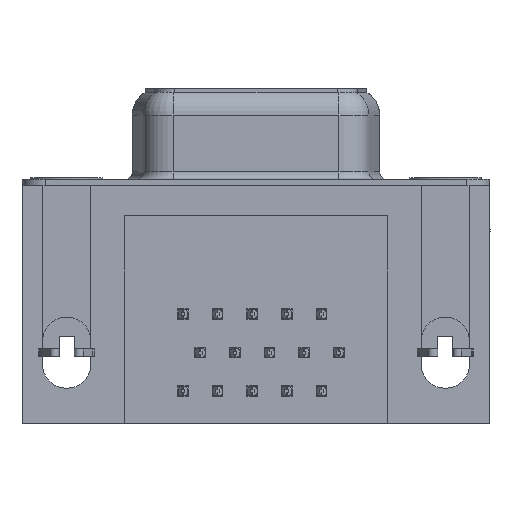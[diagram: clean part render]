
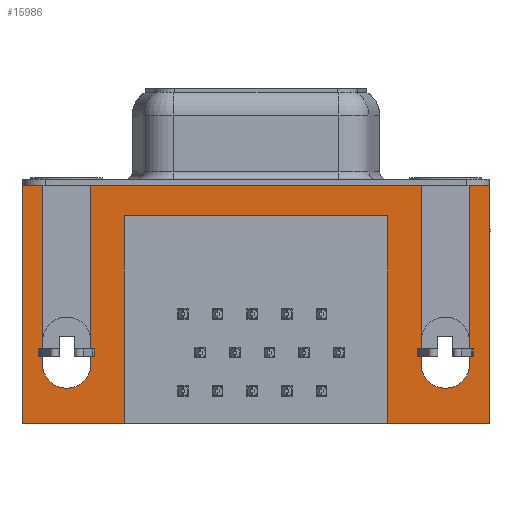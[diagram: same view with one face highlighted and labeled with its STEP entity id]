
A CAD part, front view. The second image highlights one B-rep face of the part: STEP entity #15986.
In plain terms, the highlighted planar face has unit normal (0, -1, 0).
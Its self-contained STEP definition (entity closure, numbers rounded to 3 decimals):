
#188 = EDGE_CURVE ( 'NONE', #14727, #19916, #192, .T. ) ;
#192 = LINE ( 'NONE', #11536, #29714 ) ;
#513 = VERTEX_POINT ( 'NONE', #32344 ) ;
#694 = DIRECTION ( 'NONE',  ( -1., 0., 0. ) ) ;
#854 = CARTESIAN_POINT ( 'NONE',  ( 0., -6.275, -11.78 ) ) ;
#907 = ORIENTED_EDGE ( 'NONE', *, *, #188, .F. ) ;
#1161 = CARTESIAN_POINT ( 'NONE',  ( 1.6, -6.275, 0. ) ) ;
#1543 = EDGE_CURVE ( 'NONE', #28661, #17060, #27562, .T. ) ;
#1790 = CARTESIAN_POINT ( 'NONE',  ( 3.79, -6.275, -2. ) ) ;
#1881 = LINE ( 'NONE', #13601, #15902 ) ;
#3232 = DIRECTION ( 'NONE',  ( 1., 0., 0. ) ) ;
#3647 = DIRECTION ( 'NONE',  ( 1., 0., 0. ) ) ;
#3822 = CARTESIAN_POINT ( 'NONE',  ( 26.59, -6.275, 0. ) ) ;
#4347 = LINE ( 'NONE', #20338, #5230 ) ;
#4635 = FACE_OUTER_BOUND ( 'NONE', #31413, .T. ) ;
#4730 = CARTESIAN_POINT ( 'NONE',  ( 26.59, -6.275, 0. ) ) ;
#4735 = CARTESIAN_POINT ( 'NONE',  ( -2.91, -6.275, 0. ) ) ;
#5230 = VECTOR ( 'NONE', #694, 1000. ) ;
#5340 = VERTEX_POINT ( 'NONE', #13627 ) ;
#5365 = LINE ( 'NONE', #1790, #13712 ) ;
#5375 = ORIENTED_EDGE ( 'NONE', *, *, #33071, .F. ) ;
#5532 = CARTESIAN_POINT ( 'NONE',  ( -2.91, -6.275, 0. ) ) ;
#6091 = ORIENTED_EDGE ( 'NONE', *, *, #18603, .F. ) ;
#6224 = VECTOR ( 'NONE', #3232, 1000. ) ;
#6826 = VECTOR ( 'NONE', #28055, 1000. ) ;
#6903 = AXIS2_PLACEMENT_3D ( 'NONE', #11115, #25072, #16747 ) ;
#6972 = VERTEX_POINT ( 'NONE', #12712 ) ;
#7848 = VECTOR ( 'NONE', #27021, 1000. ) ;
#8336 = CARTESIAN_POINT ( 'NONE',  ( 23.39, -6.275, 0. ) ) ;
#8397 = ORIENTED_EDGE ( 'NONE', *, *, #28485, .F. ) ;
#8444 = ORIENTED_EDGE ( 'NONE', *, *, #10213, .F. ) ;
#8676 = VERTEX_POINT ( 'NONE', #4730 ) ;
#8893 = CARTESIAN_POINT ( 'NONE',  ( 27.9, -6.275, -15.7 ) ) ;
#9495 = DIRECTION ( 'NONE',  ( 0., 0., 1. ) ) ;
#9918 = ORIENTED_EDGE ( 'NONE', *, *, #32282, .F. ) ;
#9988 = DIRECTION ( 'NONE',  ( 0., -1., 0. ) ) ;
#10213 = EDGE_CURVE ( 'NONE', #5340, #14727, #5365, .T. ) ;
#10843 = EDGE_CURVE ( 'NONE', #17060, #32568, #34536, .T. ) ;
#10927 = CARTESIAN_POINT ( 'NONE',  ( 21.2, -6.275, -2. ) ) ;
#10946 = CARTESIAN_POINT ( 'NONE',  ( 21.2, -6.275, -15.7 ) ) ;
#11044 = LINE ( 'NONE', #12586, #25059 ) ;
#11115 = CARTESIAN_POINT ( 'NONE',  ( -2.91, -6.275, -2.5 ) ) ;
#11536 = CARTESIAN_POINT ( 'NONE',  ( 3.79, -6.275, -2. ) ) ;
#12185 = CARTESIAN_POINT ( 'NONE',  ( 26.59, -6.275, -11.78 ) ) ;
#12486 = EDGE_CURVE ( 'NONE', #8676, #14740, #30753, .T. ) ;
#12586 = CARTESIAN_POINT ( 'NONE',  ( 27.9, -6.275, -2.5 ) ) ;
#12624 = VECTOR ( 'NONE', #30235, 1000. ) ;
#12712 = CARTESIAN_POINT ( 'NONE',  ( -1.6, -6.275, -11.78 ) ) ;
#12743 = ORIENTED_EDGE ( 'NONE', *, *, #23019, .F. ) ;
#13178 = CARTESIAN_POINT ( 'NONE',  ( 3.79, -6.275, -15.7 ) ) ;
#13466 = ORIENTED_EDGE ( 'NONE', *, *, #24822, .F. ) ;
#13601 = CARTESIAN_POINT ( 'NONE',  ( -1.6, -6.275, 0. ) ) ;
#13627 = CARTESIAN_POINT ( 'NONE',  ( 21.2, -6.275, -2. ) ) ;
#13712 = VECTOR ( 'NONE', #21382, 1000. ) ;
#13768 = CARTESIAN_POINT ( 'NONE',  ( 27.9, -6.275, -15.7 ) ) ;
#13963 = PLANE ( 'NONE',  #6903 ) ;
#14321 = LINE ( 'NONE', #22485, #6826 ) ;
#14376 = CARTESIAN_POINT ( 'NONE',  ( -2.91, -6.275, 0. ) ) ;
#14727 = VERTEX_POINT ( 'NONE', #24217 ) ;
#14740 = VERTEX_POINT ( 'NONE', #32186 ) ;
#15100 = EDGE_CURVE ( 'NONE', #30359, #8676, #35544, .T. ) ;
#15210 = ORIENTED_EDGE ( 'NONE', *, *, #1543, .F. ) ;
#15265 = LINE ( 'NONE', #15581, #21867 ) ;
#15362 = CIRCLE ( 'NONE', #15828, 1.6 ) ;
#15581 = CARTESIAN_POINT ( 'NONE',  ( -2.91, -6.275, -2.5 ) ) ;
#15828 = AXIS2_PLACEMENT_3D ( 'NONE', #26667, #9988, #29327 ) ;
#15902 = VECTOR ( 'NONE', #16392, 1000. ) ;
#15986 = ADVANCED_FACE ( 'NONE', ( #4635 ), #13963, .T. ) ;
#16392 = DIRECTION ( 'NONE',  ( 0., 0., -1. ) ) ;
#16747 = DIRECTION ( 'NONE',  ( 0., 0., -1. ) ) ;
#16972 = EDGE_CURVE ( 'NONE', #25617, #14740, #11044, .T. ) ;
#17060 = VERTEX_POINT ( 'NONE', #26658 ) ;
#17323 = DIRECTION ( 'NONE',  ( -1., 0., 0. ) ) ;
#17967 = VERTEX_POINT ( 'NONE', #5532 ) ;
#18204 = EDGE_CURVE ( 'NONE', #29381, #28661, #34508, .T. ) ;
#18421 = DIRECTION ( 'NONE',  ( 0., 0., 1. ) ) ;
#18603 = EDGE_CURVE ( 'NONE', #32568, #30359, #15362, .T. ) ;
#19197 = EDGE_CURVE ( 'NONE', #25617, #26621, #4347, .T. ) ;
#19916 = VERTEX_POINT ( 'NONE', #13178 ) ;
#20338 = CARTESIAN_POINT ( 'NONE',  ( 27.9, -6.275, -15.7 ) ) ;
#20486 = DIRECTION ( 'NONE',  ( 0., -1., 0. ) ) ;
#20711 = VECTOR ( 'NONE', #17323, 1000. ) ;
#21382 = DIRECTION ( 'NONE',  ( -1., 0., 0. ) ) ;
#21867 = VECTOR ( 'NONE', #24011, 1000. ) ;
#22082 = ORIENTED_EDGE ( 'NONE', *, *, #18204, .F. ) ;
#22333 = ORIENTED_EDGE ( 'NONE', *, *, #16972, .T. ) ;
#22485 = CARTESIAN_POINT ( 'NONE',  ( -2.91, -6.275, 0. ) ) ;
#22880 = CARTESIAN_POINT ( 'NONE',  ( 23.39, -6.275, -11.78 ) ) ;
#23019 = EDGE_CURVE ( 'NONE', #6972, #29381, #35047, .T. ) ;
#24011 = DIRECTION ( 'NONE',  ( 0., 0., 1. ) ) ;
#24067 = EDGE_CURVE ( 'NONE', #513, #6972, #1881, .T. ) ;
#24217 = CARTESIAN_POINT ( 'NONE',  ( 3.79, -6.275, -2. ) ) ;
#24822 = EDGE_CURVE ( 'NONE', #17967, #513, #14321, .T. ) ;
#25059 = VECTOR ( 'NONE', #31729, 1000. ) ;
#25072 = DIRECTION ( 'NONE',  ( 0., -1., 0. ) ) ;
#25617 = VERTEX_POINT ( 'NONE', #13768 ) ;
#26483 = AXIS2_PLACEMENT_3D ( 'NONE', #854, #20486, #3647 ) ;
#26621 = VERTEX_POINT ( 'NONE', #10946 ) ;
#26658 = CARTESIAN_POINT ( 'NONE',  ( 23.39, -6.275, 0. ) ) ;
#26667 = CARTESIAN_POINT ( 'NONE',  ( 24.99, -6.275, -11.78 ) ) ;
#27021 = DIRECTION ( 'NONE',  ( 1., 0., 0. ) ) ;
#27562 = LINE ( 'NONE', #14376, #6224 ) ;
#27762 = DIRECTION ( 'NONE',  ( 0., 0., -1. ) ) ;
#27964 = ORIENTED_EDGE ( 'NONE', *, *, #19197, .F. ) ;
#28055 = DIRECTION ( 'NONE',  ( 1., 0., 0. ) ) ;
#28485 = EDGE_CURVE ( 'NONE', #19916, #30606, #28759, .T. ) ;
#28520 = VECTOR ( 'NONE', #9495, 1000. ) ;
#28661 = VERTEX_POINT ( 'NONE', #1161 ) ;
#28759 = LINE ( 'NONE', #8893, #20711 ) ;
#29252 = CARTESIAN_POINT ( 'NONE',  ( 1.6, -6.275, -11.78 ) ) ;
#29327 = DIRECTION ( 'NONE',  ( -1., 0., 0. ) ) ;
#29381 = VERTEX_POINT ( 'NONE', #29252 ) ;
#29496 = ORIENTED_EDGE ( 'NONE', *, *, #10843, .F. ) ;
#29714 = VECTOR ( 'NONE', #30684, 1000. ) ;
#30117 = ORIENTED_EDGE ( 'NONE', *, *, #15100, .F. ) ;
#30235 = DIRECTION ( 'NONE',  ( 0., 0., 1. ) ) ;
#30359 = VERTEX_POINT ( 'NONE', #12185 ) ;
#30606 = VERTEX_POINT ( 'NONE', #34717 ) ;
#30684 = DIRECTION ( 'NONE',  ( 0., 0., -1. ) ) ;
#30753 = LINE ( 'NONE', #4735, #7848 ) ;
#31413 = EDGE_LOOP ( 'NONE', ( #30117, #6091, #29496, #15210, #22082, #12743, #31718, #13466, #9918, #8397, #907, #8444, #5375, #27964, #22333, #31912 ) ) ;
#31718 = ORIENTED_EDGE ( 'NONE', *, *, #24067, .F. ) ;
#31729 = DIRECTION ( 'NONE',  ( 0., 0., 1. ) ) ;
#31869 = LINE ( 'NONE', #10927, #12624 ) ;
#31897 = CARTESIAN_POINT ( 'NONE',  ( 1.6, -6.275, 0. ) ) ;
#31912 = ORIENTED_EDGE ( 'NONE', *, *, #12486, .F. ) ;
#32186 = CARTESIAN_POINT ( 'NONE',  ( 27.9, -6.275, 0. ) ) ;
#32282 = EDGE_CURVE ( 'NONE', #30606, #17967, #15265, .T. ) ;
#32344 = CARTESIAN_POINT ( 'NONE',  ( -1.6, -6.275, 0. ) ) ;
#32568 = VERTEX_POINT ( 'NONE', #22880 ) ;
#32826 = VECTOR ( 'NONE', #18421, 1000. ) ;
#32848 = VECTOR ( 'NONE', #27762, 1000. ) ;
#33071 = EDGE_CURVE ( 'NONE', #26621, #5340, #31869, .T. ) ;
#34508 = LINE ( 'NONE', #31897, #32826 ) ;
#34536 = LINE ( 'NONE', #8336, #32848 ) ;
#34717 = CARTESIAN_POINT ( 'NONE',  ( -2.91, -6.275, -15.7 ) ) ;
#35047 = CIRCLE ( 'NONE', #26483, 1.6 ) ;
#35544 = LINE ( 'NONE', #3822, #28520 ) ;
